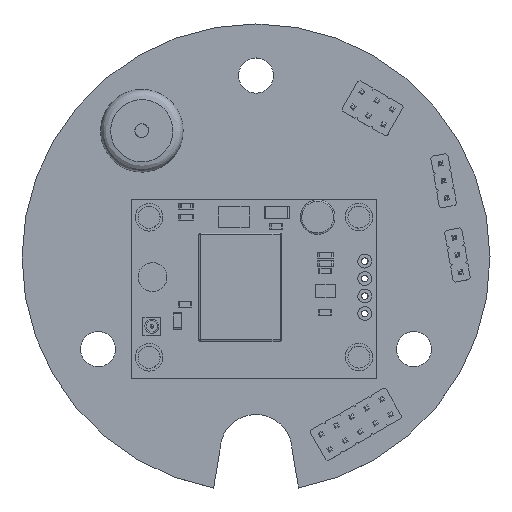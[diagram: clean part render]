
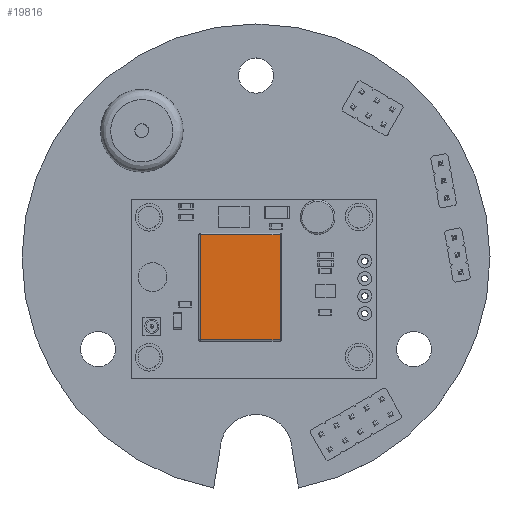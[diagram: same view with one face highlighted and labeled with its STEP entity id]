
A CAD part, top view. The second image highlights one B-rep face of the part: STEP entity #19816.
In plain terms, the highlighted free-form (B-spline) face has degree [1, 1] with [2, 2] control points.
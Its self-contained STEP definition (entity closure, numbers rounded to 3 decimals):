
#19587 = ( BOUNDED_SURFACE() B_SPLINE_SURFACE(2,1,(
    (#19588,#19589)
    ,(#19590,#19591)
    ,(#19592,#19593
)),.UNSPECIFIED.,.F.,.F.,.F.) B_SPLINE_SURFACE_WITH_KNOTS((3,3),(2,2),(
    0.,1.571),(5.66,20.96),.PIECEWISE_BEZIER_KNOTS.) 
GEOMETRIC_REPRESENTATION_ITEM() RATIONAL_B_SPLINE_SURFACE((
    (1.,1.)
    ,(0.707,0.707)
,(1.,1.))) REPRESENTATION_ITEM('') SURFACE() );
#19588 = CARTESIAN_POINT('',(9.837,3.86,-5.66));
#19589 = CARTESIAN_POINT('',(9.837,3.86,-20.96));
#19590 = CARTESIAN_POINT('',(9.837,4.06,-5.66));
#19591 = CARTESIAN_POINT('',(9.837,4.06,-20.96));
#19592 = CARTESIAN_POINT('',(10.037,4.06,-5.66));
#19593 = CARTESIAN_POINT('',(10.037,4.06,-20.96));
#19659 = ( BOUNDED_SURFACE() B_SPLINE_SURFACE(2,1,(
    (#19660,#19661)
    ,(#19662,#19663)
    ,(#19664,#19665
)),.UNSPECIFIED.,.F.,.F.,.F.) B_SPLINE_SURFACE_WITH_KNOTS((3,3),(2,2),(
    0.,1.571),(-21.637,-10.037),
.PIECEWISE_BEZIER_KNOTS.) GEOMETRIC_REPRESENTATION_ITEM() 
RATIONAL_B_SPLINE_SURFACE((
    (1.,1.)
    ,(0.707,0.707)
,(1.,1.))) REPRESENTATION_ITEM('') SURFACE() );
#19660 = CARTESIAN_POINT('',(21.637,3.86,-5.46));
#19661 = CARTESIAN_POINT('',(10.037,3.86,-5.46));
#19662 = CARTESIAN_POINT('',(21.637,4.06,-5.46));
#19663 = CARTESIAN_POINT('',(10.037,4.06,-5.46));
#19664 = CARTESIAN_POINT('',(21.637,4.06,-5.66));
#19665 = CARTESIAN_POINT('',(10.037,4.06,-5.66));
#19711 = ( BOUNDED_SURFACE() B_SPLINE_SURFACE(2,1,(
    (#19712,#19713)
    ,(#19714,#19715)
    ,(#19716,#19717
)),.UNSPECIFIED.,.F.,.F.,.F.) B_SPLINE_SURFACE_WITH_KNOTS((3,3),(2,2),(
    0.,1.571),(-20.96,-5.66),.PIECEWISE_BEZIER_KNOTS.) 
GEOMETRIC_REPRESENTATION_ITEM() RATIONAL_B_SPLINE_SURFACE((
    (1.,1.)
    ,(0.707,0.707)
,(1.,1.))) REPRESENTATION_ITEM('') SURFACE() );
#19712 = CARTESIAN_POINT('',(21.837,3.86,-20.96));
#19713 = CARTESIAN_POINT('',(21.837,3.86,-5.66));
#19714 = CARTESIAN_POINT('',(21.837,4.06,-20.96));
#19715 = CARTESIAN_POINT('',(21.837,4.06,-5.66));
#19716 = CARTESIAN_POINT('',(21.637,4.06,-20.96));
#19717 = CARTESIAN_POINT('',(21.637,4.06,-5.66));
#19803 = ( BOUNDED_SURFACE() B_SPLINE_SURFACE(2,1,(
    (#19804,#19805)
    ,(#19806,#19807)
    ,(#19808,#19809
)),.UNSPECIFIED.,.F.,.F.,.F.) B_SPLINE_SURFACE_WITH_KNOTS((3,3),(2,2),(
    0.,1.571),(10.037,21.637),
.PIECEWISE_BEZIER_KNOTS.) GEOMETRIC_REPRESENTATION_ITEM() 
RATIONAL_B_SPLINE_SURFACE((
    (1.,1.)
    ,(0.707,0.707)
,(1.,1.))) REPRESENTATION_ITEM('') SURFACE() );
#19804 = CARTESIAN_POINT('',(10.037,3.86,-21.16));
#19805 = CARTESIAN_POINT('',(21.637,3.86,-21.16));
#19806 = CARTESIAN_POINT('',(10.037,4.06,-21.16));
#19807 = CARTESIAN_POINT('',(21.637,4.06,-21.16));
#19808 = CARTESIAN_POINT('',(10.037,4.06,-20.96));
#19809 = CARTESIAN_POINT('',(21.637,4.06,-20.96));
#19816 = ADVANCED_FACE('',(#19817),#19830,.T.);
#19817 = FACE_BOUND('',#19818,.T.);
#19818 = EDGE_LOOP('',(#19819,#19847,#19868,#19889));
#19819 = ORIENTED_EDGE('',*,*,#19820,.T.);
#19820 = EDGE_CURVE('',#19821,#19823,#19825,.T.);
#19821 = VERTEX_POINT('',#19822);
#19822 = CARTESIAN_POINT('',(10.037,4.06,-5.66));
#19823 = VERTEX_POINT('',#19824);
#19824 = CARTESIAN_POINT('',(21.637,4.06,-5.66));
#19825 = SURFACE_CURVE('',#19826,(#19829,#19840),.PCURVE_S1.);
#19826 = B_SPLINE_CURVE_WITH_KNOTS('',1,(#19827,#19828),.UNSPECIFIED.,
  .F.,.F.,(2,2),(-11.8,-0.2),.PIECEWISE_BEZIER_KNOTS.);
#19827 = CARTESIAN_POINT('',(10.037,4.06,-5.66));
#19828 = CARTESIAN_POINT('',(21.637,4.06,-5.66));
#19829 = PCURVE('',#19830,#19835);
#19830 = B_SPLINE_SURFACE_WITH_KNOTS('',1,1,(
    (#19831,#19832)
    ,(#19833,#19834
    )),.UNSPECIFIED.,.F.,.F.,.F.,(2,2),(2,2),(-20.96,-5.66),(
    10.037,21.637),.PIECEWISE_BEZIER_KNOTS.);
#19831 = CARTESIAN_POINT('',(10.037,4.06,-20.96));
#19832 = CARTESIAN_POINT('',(21.637,4.06,-20.96));
#19833 = CARTESIAN_POINT('',(10.037,4.06,-5.66));
#19834 = CARTESIAN_POINT('',(21.637,4.06,-5.66));
#19835 = DEFINITIONAL_REPRESENTATION('',(#19836),#19839);
#19836 = B_SPLINE_CURVE_WITH_KNOTS('',1,(#19837,#19838),.UNSPECIFIED.,
  .F.,.F.,(2,2),(-11.8,-0.2),.PIECEWISE_BEZIER_KNOTS.);
#19837 = CARTESIAN_POINT('',(-5.66,10.037));
#19838 = CARTESIAN_POINT('',(-5.66,21.637));
#19839 = ( GEOMETRIC_REPRESENTATION_CONTEXT(2) 
PARAMETRIC_REPRESENTATION_CONTEXT() REPRESENTATION_CONTEXT('2D SPACE',''
  ) );
#19840 = PCURVE('',#19659,#19841);
#19841 = DEFINITIONAL_REPRESENTATION('',(#19842),#19846);
#19842 = B_SPLINE_CURVE_WITH_KNOTS('',2,(#19843,#19844,#19845),
  .UNSPECIFIED.,.F.,.F.,(3,3),(-11.8,-0.2),.PIECEWISE_BEZIER_KNOTS.);
#19843 = CARTESIAN_POINT('',(1.571,-10.037));
#19844 = CARTESIAN_POINT('',(1.571,-15.837));
#19845 = CARTESIAN_POINT('',(1.571,-21.637));
#19846 = ( GEOMETRIC_REPRESENTATION_CONTEXT(2) 
PARAMETRIC_REPRESENTATION_CONTEXT() REPRESENTATION_CONTEXT('2D SPACE',''
  ) );
#19847 = ORIENTED_EDGE('',*,*,#19848,.T.);
#19848 = EDGE_CURVE('',#19823,#19849,#19851,.T.);
#19849 = VERTEX_POINT('',#19850);
#19850 = CARTESIAN_POINT('',(21.637,4.06,-20.96));
#19851 = SURFACE_CURVE('',#19852,(#19855,#19861),.PCURVE_S1.);
#19852 = B_SPLINE_CURVE_WITH_KNOTS('',1,(#19853,#19854),.UNSPECIFIED.,
  .F.,.F.,(2,2),(-15.5,-0.2),.PIECEWISE_BEZIER_KNOTS.);
#19853 = CARTESIAN_POINT('',(21.637,4.06,-5.66));
#19854 = CARTESIAN_POINT('',(21.637,4.06,-20.96));
#19855 = PCURVE('',#19830,#19856);
#19856 = DEFINITIONAL_REPRESENTATION('',(#19857),#19860);
#19857 = B_SPLINE_CURVE_WITH_KNOTS('',1,(#19858,#19859),.UNSPECIFIED.,
  .F.,.F.,(2,2),(-15.5,-0.2),.PIECEWISE_BEZIER_KNOTS.);
#19858 = CARTESIAN_POINT('',(-5.66,21.637));
#19859 = CARTESIAN_POINT('',(-20.96,21.637));
#19860 = ( GEOMETRIC_REPRESENTATION_CONTEXT(2) 
PARAMETRIC_REPRESENTATION_CONTEXT() REPRESENTATION_CONTEXT('2D SPACE',''
  ) );
#19861 = PCURVE('',#19711,#19862);
#19862 = DEFINITIONAL_REPRESENTATION('',(#19863),#19867);
#19863 = B_SPLINE_CURVE_WITH_KNOTS('',2,(#19864,#19865,#19866),
  .UNSPECIFIED.,.F.,.F.,(3,3),(-15.5,-0.2),.PIECEWISE_BEZIER_KNOTS.);
#19864 = CARTESIAN_POINT('',(1.571,-5.66));
#19865 = CARTESIAN_POINT('',(1.571,-13.31));
#19866 = CARTESIAN_POINT('',(1.571,-20.96));
#19867 = ( GEOMETRIC_REPRESENTATION_CONTEXT(2) 
PARAMETRIC_REPRESENTATION_CONTEXT() REPRESENTATION_CONTEXT('2D SPACE',''
  ) );
#19868 = ORIENTED_EDGE('',*,*,#19869,.T.);
#19869 = EDGE_CURVE('',#19849,#19870,#19872,.T.);
#19870 = VERTEX_POINT('',#19871);
#19871 = CARTESIAN_POINT('',(10.037,4.06,-20.96));
#19872 = SURFACE_CURVE('',#19873,(#19876,#19882),.PCURVE_S1.);
#19873 = B_SPLINE_CURVE_WITH_KNOTS('',1,(#19874,#19875),.UNSPECIFIED.,
  .F.,.F.,(2,2),(-11.8,-0.2),.PIECEWISE_BEZIER_KNOTS.);
#19874 = CARTESIAN_POINT('',(21.637,4.06,-20.96));
#19875 = CARTESIAN_POINT('',(10.037,4.06,-20.96));
#19876 = PCURVE('',#19830,#19877);
#19877 = DEFINITIONAL_REPRESENTATION('',(#19878),#19881);
#19878 = B_SPLINE_CURVE_WITH_KNOTS('',1,(#19879,#19880),.UNSPECIFIED.,
  .F.,.F.,(2,2),(-11.8,-0.2),.PIECEWISE_BEZIER_KNOTS.);
#19879 = CARTESIAN_POINT('',(-20.96,21.637));
#19880 = CARTESIAN_POINT('',(-20.96,10.037));
#19881 = ( GEOMETRIC_REPRESENTATION_CONTEXT(2) 
PARAMETRIC_REPRESENTATION_CONTEXT() REPRESENTATION_CONTEXT('2D SPACE',''
  ) );
#19882 = PCURVE('',#19803,#19883);
#19883 = DEFINITIONAL_REPRESENTATION('',(#19884),#19888);
#19884 = B_SPLINE_CURVE_WITH_KNOTS('',2,(#19885,#19886,#19887),
  .UNSPECIFIED.,.F.,.F.,(3,3),(-11.8,-0.2),.PIECEWISE_BEZIER_KNOTS.);
#19885 = CARTESIAN_POINT('',(1.571,21.637));
#19886 = CARTESIAN_POINT('',(1.571,15.837));
#19887 = CARTESIAN_POINT('',(1.571,10.037));
#19888 = ( GEOMETRIC_REPRESENTATION_CONTEXT(2) 
PARAMETRIC_REPRESENTATION_CONTEXT() REPRESENTATION_CONTEXT('2D SPACE',''
  ) );
#19889 = ORIENTED_EDGE('',*,*,#19890,.T.);
#19890 = EDGE_CURVE('',#19870,#19821,#19891,.T.);
#19891 = SURFACE_CURVE('',#19892,(#19895,#19901),.PCURVE_S1.);
#19892 = B_SPLINE_CURVE_WITH_KNOTS('',1,(#19893,#19894),.UNSPECIFIED.,
  .F.,.F.,(2,2),(-15.5,-0.2),.PIECEWISE_BEZIER_KNOTS.);
#19893 = CARTESIAN_POINT('',(10.037,4.06,-20.96));
#19894 = CARTESIAN_POINT('',(10.037,4.06,-5.66));
#19895 = PCURVE('',#19830,#19896);
#19896 = DEFINITIONAL_REPRESENTATION('',(#19897),#19900);
#19897 = B_SPLINE_CURVE_WITH_KNOTS('',1,(#19898,#19899),.UNSPECIFIED.,
  .F.,.F.,(2,2),(-15.5,-0.2),.PIECEWISE_BEZIER_KNOTS.);
#19898 = CARTESIAN_POINT('',(-20.96,10.037));
#19899 = CARTESIAN_POINT('',(-5.66,10.037));
#19900 = ( GEOMETRIC_REPRESENTATION_CONTEXT(2) 
PARAMETRIC_REPRESENTATION_CONTEXT() REPRESENTATION_CONTEXT('2D SPACE',''
  ) );
#19901 = PCURVE('',#19587,#19902);
#19902 = DEFINITIONAL_REPRESENTATION('',(#19903),#19907);
#19903 = B_SPLINE_CURVE_WITH_KNOTS('',2,(#19904,#19905,#19906),
  .UNSPECIFIED.,.F.,.F.,(3,3),(-15.5,-0.2),.PIECEWISE_BEZIER_KNOTS.);
#19904 = CARTESIAN_POINT('',(1.571,20.96));
#19905 = CARTESIAN_POINT('',(1.571,13.31));
#19906 = CARTESIAN_POINT('',(1.571,5.66));
#19907 = ( GEOMETRIC_REPRESENTATION_CONTEXT(2) 
PARAMETRIC_REPRESENTATION_CONTEXT() REPRESENTATION_CONTEXT('2D SPACE',''
  ) );
